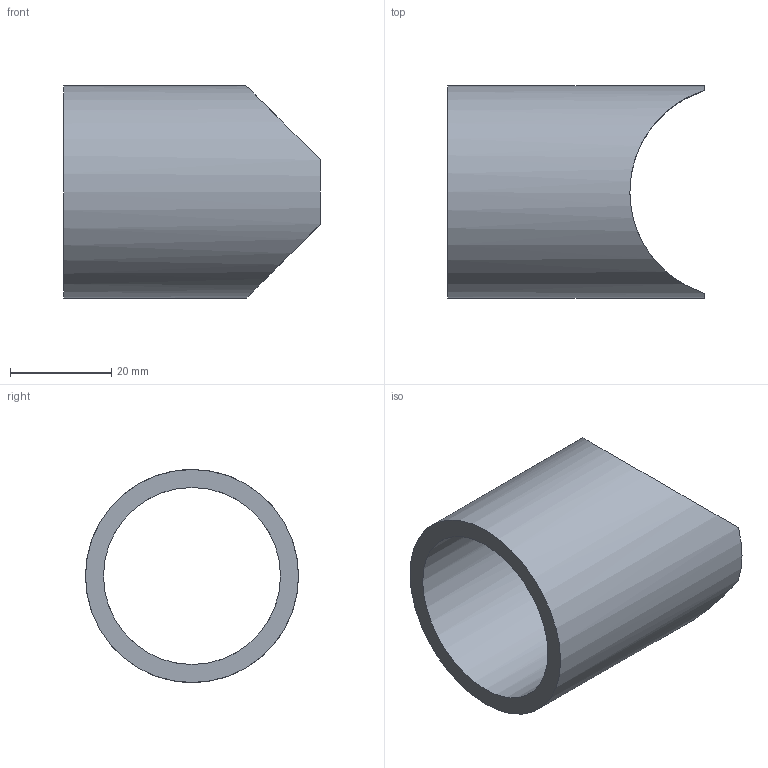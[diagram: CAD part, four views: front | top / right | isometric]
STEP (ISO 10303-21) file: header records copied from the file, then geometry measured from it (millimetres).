
FILE_DESCRIPTION(/* description */ (''),/* implementation_level */ '2;1');
FILE_NAME(/* name */ 'GE-18012-04.ipt.stp',/* time_stamp */ '2018-01-01T11:16:09-08:00',/* author */ ('PhillipD'),/* organization */ (''),/* preprocessor_version */ 'ST-DEVELOPER v16.13',/* originating_system */ 'Autodesk Inventor 2018',/* authorisation */ '');
FILE_SCHEMA (('AUTOMOTIVE_DESIGN { 1 0 10303 214 3 1 1 }'));
Length unit declared in the file: inch
Products named in the file (1): GE-18012-04
Bounding box: 50.8 x 42.16 x 42.16 mm (x, y, z)
Volume: 18023.2 mm3; surface area: 11220.4 mm2
Topology: 1 solids, 1 shells, 6 faces, 12 edges, 8 vertices
Faces by surface type: cylinder 3, plane 3
Full cylindrical faces by diameter (mm): 35.052 x1, 42.164 x1
Entity records: 271 total; most frequent: CARTESIAN_POINT 88, DIRECTION 28, ORIENTED_EDGE 18, AXIS2_PLACEMENT_3D 13, EDGE_LOOP 10, EDGE_CURVE 9, VERTEX_POINT 7, STYLED_ITEM 7
